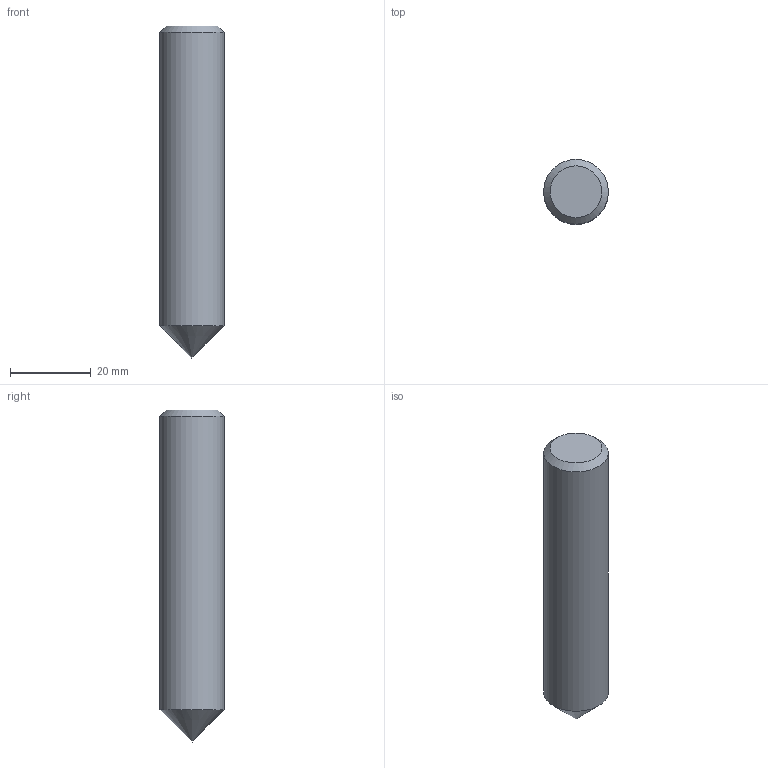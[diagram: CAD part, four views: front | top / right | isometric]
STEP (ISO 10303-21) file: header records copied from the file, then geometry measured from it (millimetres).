
FILE_DESCRIPTION (( 'STEP AP203' ), '1' );
FILE_NAME ('890.160.00.STEP', '2019-01-08T22:16:06', ( '' ), ( '' ), 'SwSTEP 2.0', 'SolidWorks 2019', '' );
FILE_SCHEMA (( 'CONFIG_CONTROL_DESIGN' ));
Length unit declared in the file: millimetre
Products named in the file (1): 890.160.00
Bounding box: 16 x 16 x 82 mm (x, y, z)
Volume: 15354.7 mm3; surface area: 4556.7 mm2
Topology: 2 solids, 2 shells, 6 faces, 9 edges, 6 vertices
Faces by surface type: plane 3, cone 2, cylinder 1
Full cylindrical faces by diameter (mm): 16 x1
Entity records: 179 total; most frequent: DIRECTION 22, CARTESIAN_POINT 15, AXIS2_PLACEMENT_3D 11, PERSON_AND_ORGANIZATION 8, ORIENTED_EDGE 8, EDGE_LOOP 8, FACE_OUTER_BOUND 7, ADVANCED_FACE 6
